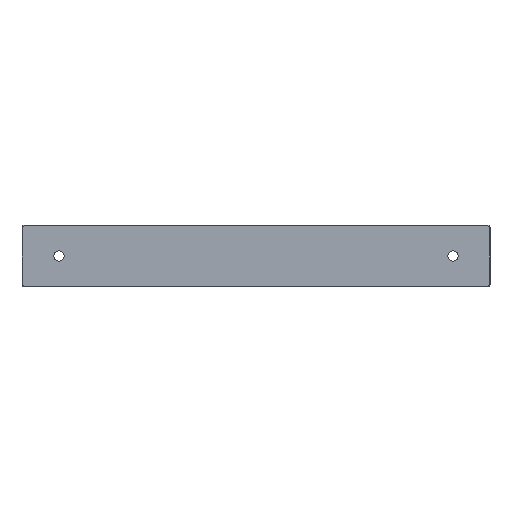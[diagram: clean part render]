
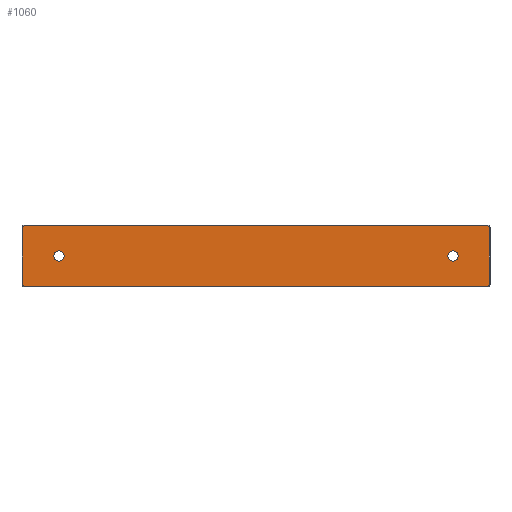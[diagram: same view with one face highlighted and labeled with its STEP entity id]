
A CAD part, top view. The second image highlights one B-rep face of the part: STEP entity #1060.
In plain terms, the highlighted face is planar.
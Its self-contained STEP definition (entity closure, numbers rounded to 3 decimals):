
#10=CARTESIAN_POINT('',(6598.014,421.,273.263));
#20=DIRECTION('',(0.,-1.,0.));
#30=DIRECTION('',(-1.,0.,0.));
#40=AXIS2_PLACEMENT_3D('',#10,#20,#30);
#50=PLANE('',#40);
#60=CARTESIAN_POINT('',(6406.,421.,270.));
#70=DIRECTION('',(0.,-1.,0.));
#80=DIRECTION('',(-1.,0.,0.));
#90=AXIS2_PLACEMENT_3D('',#60,#70,#80);
#100=CIRCLE('',#90,2.1);
#110=CARTESIAN_POINT('',(6403.9,421.,270.));
#120=VERTEX_POINT('',#110);
#130=CARTESIAN_POINT('',(6408.1,421.,270.));
#140=VERTEX_POINT('',#130);
#150=EDGE_CURVE('',#120,#140,#100,.T.);
#160=ORIENTED_EDGE('',*,*,#150,.T.);
#170=EDGE_CURVE('',#140,#120,#100,.T.);
#180=ORIENTED_EDGE('',*,*,#170,.T.);
#190=EDGE_LOOP('',(#180,#160));
#200=FACE_BOUND('',#190,.T.);
#210=CARTESIAN_POINT('',(6566.,421.,270.));
#220=DIRECTION('',(0.,-1.,0.));
#230=DIRECTION('',(-1.,0.,0.));
#240=AXIS2_PLACEMENT_3D('',#210,#220,#230);
#250=CIRCLE('',#240,2.1);
#260=CARTESIAN_POINT('',(6563.9,421.,270.));
#270=VERTEX_POINT('',#260);
#280=CARTESIAN_POINT('',(6568.1,421.,270.));
#290=VERTEX_POINT('',#280);
#300=EDGE_CURVE('',#270,#290,#250,.T.);
#310=ORIENTED_EDGE('',*,*,#300,.T.);
#320=EDGE_CURVE('',#290,#270,#250,.T.);
#330=ORIENTED_EDGE('',*,*,#320,.T.);
#340=EDGE_LOOP('',(#330,#310));
#350=FACE_BOUND('',#340,.T.);
#360=CARTESIAN_POINT('',(6580.,421.,258.5));
#370=DIRECTION('',(0.,-1.,0.));
#380=DIRECTION('',(-1.,0.,0.));
#390=AXIS2_PLACEMENT_3D('',#360,#370,#380);
#400=CIRCLE('',#390,0.7);
#410=CARTESIAN_POINT('',(6580.,421.,257.8));
#420=VERTEX_POINT('',#410);
#430=CARTESIAN_POINT('',(6580.7,421.,258.5));
#440=VERTEX_POINT('',#430);
#450=EDGE_CURVE('',#420,#440,#400,.T.);
#460=ORIENTED_EDGE('',*,*,#450,.F.);
#470=CARTESIAN_POINT('',(6580.7,421.,273.263));
#480=DIRECTION('',(0.,0.,1.));
#490=VECTOR('',#480,1.);
#500=LINE('',#470,#490);
#510=CARTESIAN_POINT('',(6580.7,421.,281.5));
#520=VERTEX_POINT('',#510);
#530=EDGE_CURVE('',#440,#520,#500,.T.);
#540=ORIENTED_EDGE('',*,*,#530,.F.);
#550=CARTESIAN_POINT('',(6580.,421.,281.5));
#560=DIRECTION('',(0.,1.,0.));
#570=DIRECTION('',(1.,0.,0.));
#580=AXIS2_PLACEMENT_3D('',#550,#560,#570);
#590=CIRCLE('',#580,0.7);
#600=CARTESIAN_POINT('',(6580.,421.,282.2));
#610=VERTEX_POINT('',#600);
#620=EDGE_CURVE('',#610,#520,#590,.T.);
#630=ORIENTED_EDGE('',*,*,#620,.T.);
#640=CARTESIAN_POINT('',(6598.014,421.,282.2));
#650=DIRECTION('',(-1.,0.,0.));
#660=VECTOR('',#650,1.);
#670=LINE('',#640,#660);
#680=CARTESIAN_POINT('',(6392.,421.,282.2));
#690=VERTEX_POINT('',#680);
#700=EDGE_CURVE('',#610,#690,#670,.T.);
#710=ORIENTED_EDGE('',*,*,#700,.F.);
#720=CARTESIAN_POINT('',(6392.,421.,281.5));
#730=DIRECTION('',(0.,-1.,0.));
#740=DIRECTION('',(-1.,0.,0.));
#750=AXIS2_PLACEMENT_3D('',#720,#730,#740);
#760=CIRCLE('',#750,0.7);
#770=CARTESIAN_POINT('',(6391.3,421.,281.5));
#780=VERTEX_POINT('',#770);
#790=EDGE_CURVE('',#690,#780,#760,.T.);
#800=ORIENTED_EDGE('',*,*,#790,.F.);
#810=CARTESIAN_POINT('',(6391.3,421.,273.263));
#820=DIRECTION('',(0.,0.,-1.));
#830=VECTOR('',#820,1.);
#840=LINE('',#810,#830);
#850=CARTESIAN_POINT('',(6391.3,421.,258.5));
#860=VERTEX_POINT('',#850);
#870=EDGE_CURVE('',#780,#860,#840,.T.);
#880=ORIENTED_EDGE('',*,*,#870,.F.);
#890=CARTESIAN_POINT('',(6392.,421.,258.5));
#900=DIRECTION('',(0.,-1.,0.));
#910=DIRECTION('',(-1.,0.,0.));
#920=AXIS2_PLACEMENT_3D('',#890,#900,#910);
#930=CIRCLE('',#920,0.7);
#940=CARTESIAN_POINT('',(6392.,421.,257.8));
#950=VERTEX_POINT('',#940);
#960=EDGE_CURVE('',#860,#950,#930,.T.);
#970=ORIENTED_EDGE('',*,*,#960,.F.);
#980=CARTESIAN_POINT('',(6598.014,421.,257.8));
#990=DIRECTION('',(1.,0.,0.));
#1000=VECTOR('',#990,1.);
#1010=LINE('',#980,#1000);
#1020=EDGE_CURVE('',#950,#420,#1010,.T.);
#1030=ORIENTED_EDGE('',*,*,#1020,.F.);
#1040=EDGE_LOOP('',(#1030,#970,#880,#800,#710,#630,#540,#460));
#1050=FACE_OUTER_BOUND('',#1040,.T.);
#1060=ADVANCED_FACE('',(#200,#350,#1050),#50,.F.);
